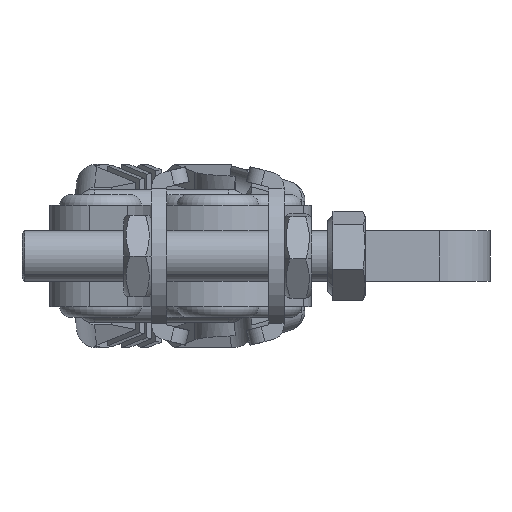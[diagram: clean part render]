
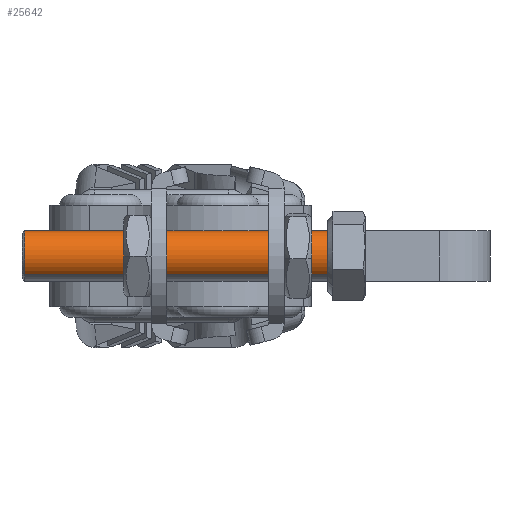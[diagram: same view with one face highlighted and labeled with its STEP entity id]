
A CAD part, left-side view. The second image highlights one B-rep face of the part: STEP entity #25642.
In plain terms, the highlighted cylindrical face has radius 2.5 mm (diameter 5 mm), a partial arc.
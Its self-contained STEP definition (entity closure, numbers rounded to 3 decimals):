
#352 = ORIENTED_EDGE ( 'NONE', *, *, #7087, .F. ) ;
#354 = ORIENTED_EDGE ( 'NONE', *, *, #26083, .T. ) ;
#357 = ORIENTED_EDGE ( 'NONE', *, *, #7051, .T. ) ;
#359 = ORIENTED_EDGE ( 'NONE', *, *, #26097, .T. ) ;
#3174 = CARTESIAN_POINT ( 'NONE',  ( 33.4, 0., 0. ) ) ;
#3175 = DIRECTION ( 'NONE',  ( -1., 0., 0. ) ) ;
#3176 = DIRECTION ( 'NONE',  ( 0., 0., -1. ) ) ;
#3216 = CARTESIAN_POINT ( 'NONE',  ( 3.65, 0., 0. ) ) ;
#3217 = DIRECTION ( 'NONE',  ( 1., 0., 0. ) ) ;
#3218 = DIRECTION ( 'NONE',  ( 0., 0., -1. ) ) ;
#5009 = EDGE_LOOP ( 'NONE', ( #352, #354, #357, #359 ) ) ;
#7051 = EDGE_CURVE ( 'NONE', #10014, #10030, #18689, .T. ) ;
#7087 = EDGE_CURVE ( 'NONE', #10028, #10026, #18749, .T. ) ;
#10014 = VERTEX_POINT ( 'NONE', #22182 ) ;
#10026 = VERTEX_POINT ( 'NONE', #22174 ) ;
#10028 = VERTEX_POINT ( 'NONE', #22193 ) ;
#10030 = VERTEX_POINT ( 'NONE', #22195 ) ;
#18689 = LINE ( 'NONE', #20211, #18694 ) ;
#18694 = VECTOR ( 'NONE', #20215, 1000. ) ;
#18749 = LINE ( 'NONE', #20327, #18752 ) ;
#18752 = VECTOR ( 'NONE', #20329, 1000. ) ;
#20211 = CARTESIAN_POINT ( 'NONE',  ( 33.65, 0., 2.5 ) ) ;
#20215 = DIRECTION ( 'NONE',  ( -1., 0., 0. ) ) ;
#20327 = CARTESIAN_POINT ( 'NONE',  ( 33.65, 0., -2.5 ) ) ;
#20329 = DIRECTION ( 'NONE',  ( -1., 0., 0. ) ) ;
#21436 = FACE_OUTER_BOUND ( 'NONE', #5009, .T. ) ;
#21439 = CYLINDRICAL_SURFACE ( 'NONE', #26823, 2.5 ) ;
#22174 = CARTESIAN_POINT ( 'NONE',  ( 3.65, 0., -2.5 ) ) ;
#22182 = CARTESIAN_POINT ( 'NONE',  ( 33.4, 0., 2.5 ) ) ;
#22193 = CARTESIAN_POINT ( 'NONE',  ( 33.4, 0., -2.5 ) ) ;
#22195 = CARTESIAN_POINT ( 'NONE',  ( 3.65, 0., 2.5 ) ) ;
#23521 = DIRECTION ( 'NONE',  ( 0., 0., 1. ) ) ;
#23523 = DIRECTION ( 'NONE',  ( -1., 0., 0. ) ) ;
#23525 = CARTESIAN_POINT ( 'NONE',  ( 33.65, 0., 0. ) ) ;
#25642 = ADVANCED_FACE ( 'NONE', ( #21436 ), #21439, .T. ) ;
#26083 = EDGE_CURVE ( 'NONE', #10028, #10014, #29206, .T. ) ;
#26097 = EDGE_CURVE ( 'NONE', #10030, #10026, #29230, .T. ) ;
#26823 = AXIS2_PLACEMENT_3D ( 'NONE', #23525, #23523, #23521 ) ;
#27436 = AXIS2_PLACEMENT_3D ( 'NONE', #3174, #3175, #3176 ) ;
#27440 = AXIS2_PLACEMENT_3D ( 'NONE', #3216, #3217, #3218 ) ;
#29206 = CIRCLE ( 'NONE', #27436, 2.5 ) ;
#29230 = CIRCLE ( 'NONE', #27440, 2.5 ) ;
